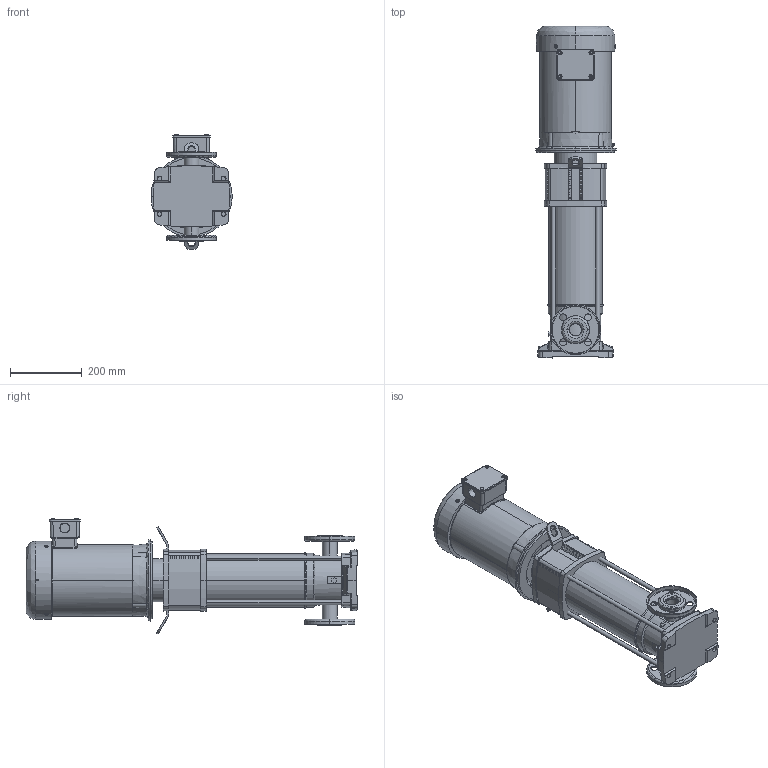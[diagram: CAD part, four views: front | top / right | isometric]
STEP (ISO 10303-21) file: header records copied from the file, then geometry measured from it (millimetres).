
FILE_DESCRIPTION (( 'STEP AP203' ), '1' );
FILE_NAME ('HELIX V20-11_575V.step', '2017-10-26T17:46:35', ( '' ), ( '' ), 'SwSTEP 2.0', 'SolidWorks 2017', '' );
FILE_SCHEMA (( 'CONFIG_CONTROL_DESIGN' ));
Length unit declared in the file: inch
Products named in the file (5): HELIXV20-9 WET END_1_1; ANSI Flange 1.25 IN; Helix Base 10-30; HELIX V20-11_575V; BALDOR NEMA V2 5HP_1_1
Assembly tree (5 placements, depth 2):
  HELIX V20-11_575V
    HELIXV20-9 WET END_1_1
    BALDOR NEMA V2 5HP_1_1
    ANSI Flange 1.25 IN  x2
    Helix Base 10-30
Bounding box: 224.86 x 928.09 x 324.21 mm (x, y, z)
Volume: 9829189 mm3; surface area: 1183074.3 mm2
Topology: 16 solids, 19 shells, 2234 faces, 5791 edges, 3772 vertices
Faces by surface type: plane 1062, cylinder 812, bspline 179, cone 112, torus 61, sphere 8
Entity records: 77227 total; most frequent: CARTESIAN_POINT 23171, ORIENTED_EDGE 11348, DIRECTION 10936, EDGE_CURVE 5679, AXIS2_PLACEMENT_3D 3937, VERTEX_POINT 3706, LINE 3062, VECTOR 3062
